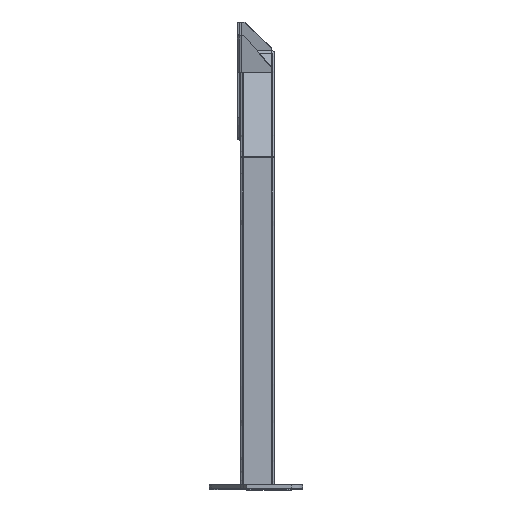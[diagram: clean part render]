
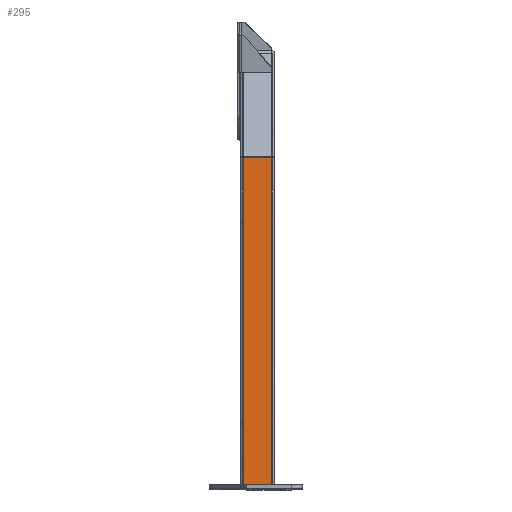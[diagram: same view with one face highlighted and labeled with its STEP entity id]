
A CAD part, top view. The second image highlights one B-rep face of the part: STEP entity #295.
In plain terms, the highlighted planar face has unit normal (0, 0, 1).
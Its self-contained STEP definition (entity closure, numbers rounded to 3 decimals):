
#295=ADVANCED_FACE('',(#623),#4683,.T.);
#623=FACE_OUTER_BOUND('',#951,.T.);
#951=EDGE_LOOP('',(#2344,#2345,#2346,#2347));
#2344=ORIENTED_EDGE('',*,*,#3132,.T.);
#2345=ORIENTED_EDGE('',*,*,#3147,.F.);
#2346=ORIENTED_EDGE('',*,*,#3143,.F.);
#2347=ORIENTED_EDGE('',*,*,#3138,.F.);
#3132=EDGE_CURVE('',#4386,#4387,#3902,.T.);
#3138=EDGE_CURVE('',#4386,#4393,#3907,.T.);
#3143=EDGE_CURVE('',#4393,#4394,#3912,.T.);
#3147=EDGE_CURVE('',#4394,#4387,#3915,.T.);
#3902=B_SPLINE_CURVE_WITH_KNOTS('',1,(#9891,#9892),.UNSPECIFIED.,.F.,.F.,
(2,2),(0.,33.),.UNSPECIFIED.);
#3907=B_SPLINE_CURVE_WITH_KNOTS('',1,(#9908,#9909),.UNSPECIFIED.,.F.,.F.,
(2,2),(-380.284,0.),.UNSPECIFIED.);
#3912=B_SPLINE_CURVE_WITH_KNOTS('',1,(#9922,#9923),.UNSPECIFIED.,.F.,.F.,
(2,2),(0.,33.),.UNSPECIFIED.);
#3915=B_SPLINE_CURVE_WITH_KNOTS('',1,(#9935,#9936),.UNSPECIFIED.,.F.,.F.,
(2,2),(-380.284,0.),.UNSPECIFIED.);
#4386=VERTEX_POINT('',#9613);
#4387=VERTEX_POINT('',#9614);
#4393=VERTEX_POINT('',#9620);
#4394=VERTEX_POINT('',#9621);
#4683=PLANE('',#4939);
#4939=AXIS2_PLACEMENT_3D('',#9290,#5111,$);
#5111=DIRECTION('',(0.,0.,1.));
#9290=CARTESIAN_POINT('',(63.747,419.904,582.));
#9613=CARTESIAN_POINT('',(25.856,0.,582.));
#9614=CARTESIAN_POINT('',(58.856,0.,582.));
#9620=CARTESIAN_POINT('',(25.856,380.284,582.));
#9621=CARTESIAN_POINT('',(58.856,380.284,582.));
#9891=CARTESIAN_POINT('',(25.856,0.,582.));
#9892=CARTESIAN_POINT('',(58.856,0.,582.));
#9908=CARTESIAN_POINT('',(25.856,0.,582.));
#9909=CARTESIAN_POINT('',(25.856,380.284,582.));
#9922=CARTESIAN_POINT('',(25.856,380.284,582.));
#9923=CARTESIAN_POINT('',(58.856,380.284,582.));
#9935=CARTESIAN_POINT('',(58.856,380.284,582.));
#9936=CARTESIAN_POINT('',(58.856,0.,582.));
